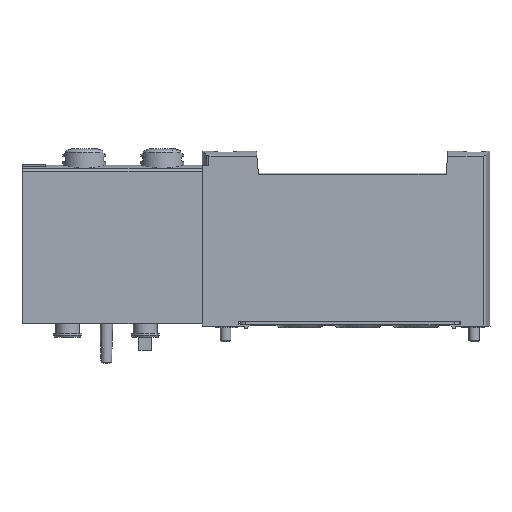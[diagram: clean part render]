
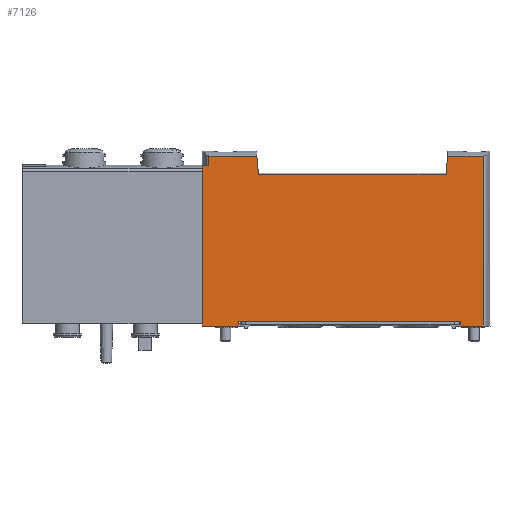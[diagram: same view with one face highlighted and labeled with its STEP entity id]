
A CAD part, top view. The second image highlights one B-rep face of the part: STEP entity #7126.
In plain terms, the highlighted face is planar.
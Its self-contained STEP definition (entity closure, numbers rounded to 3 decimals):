
#105=PLANE('',#7655);
#867=ORIENTED_EDGE('',*,*,#2948,.F.);
#868=ORIENTED_EDGE('',*,*,#2955,.T.);
#869=ORIENTED_EDGE('',*,*,#2956,.T.);
#870=ORIENTED_EDGE('',*,*,#2957,.F.);
#871=ORIENTED_EDGE('',*,*,#2950,.F.);
#872=ORIENTED_EDGE('',*,*,#2958,.T.);
#873=ORIENTED_EDGE('',*,*,#2959,.T.);
#874=ORIENTED_EDGE('',*,*,#2960,.F.);
#875=ORIENTED_EDGE('',*,*,#2961,.T.);
#876=ORIENTED_EDGE('',*,*,#2962,.T.);
#877=ORIENTED_EDGE('',*,*,#2963,.F.);
#878=ORIENTED_EDGE('',*,*,#2964,.F.);
#879=ORIENTED_EDGE('',*,*,#2965,.F.);
#880=ORIENTED_EDGE('',*,*,#2966,.T.);
#881=ORIENTED_EDGE('',*,*,#2967,.F.);
#882=ORIENTED_EDGE('',*,*,#2968,.T.);
#2948=EDGE_CURVE('',#3991,#3988,#4634,.T.);
#2950=EDGE_CURVE('',#3992,#3993,#4635,.T.);
#2955=EDGE_CURVE('',#3991,#3996,#4639,.T.);
#2956=EDGE_CURVE('',#3996,#3997,#4640,.T.);
#2957=EDGE_CURVE('',#3993,#3997,#4641,.T.);
#2958=EDGE_CURVE('',#3992,#3998,#4642,.T.);
#2959=EDGE_CURVE('',#3998,#3999,#4643,.T.);
#2960=EDGE_CURVE('',#4000,#3999,#4644,.T.);
#2961=EDGE_CURVE('',#4000,#4001,#4645,.T.);
#2962=EDGE_CURVE('',#4001,#4002,#4646,.T.);
#2963=EDGE_CURVE('',#4003,#4002,#4647,.T.);
#2964=EDGE_CURVE('',#4004,#4003,#4648,.T.);
#2965=EDGE_CURVE('',#4005,#4004,#4649,.T.);
#2966=EDGE_CURVE('',#4005,#4006,#4650,.T.);
#2967=EDGE_CURVE('',#4007,#4006,#4651,.T.);
#2968=EDGE_CURVE('',#4007,#3988,#4652,.T.);
#3988=VERTEX_POINT('',#10966);
#3991=VERTEX_POINT('',#10973);
#3992=VERTEX_POINT('',#10977);
#3993=VERTEX_POINT('',#10979);
#3996=VERTEX_POINT('',#10988);
#3997=VERTEX_POINT('',#10990);
#3998=VERTEX_POINT('',#10993);
#3999=VERTEX_POINT('',#10995);
#4000=VERTEX_POINT('',#10997);
#4001=VERTEX_POINT('',#10999);
#4002=VERTEX_POINT('',#11001);
#4003=VERTEX_POINT('',#11003);
#4004=VERTEX_POINT('',#11005);
#4005=VERTEX_POINT('',#11007);
#4006=VERTEX_POINT('',#11009);
#4007=VERTEX_POINT('',#11011);
#4634=LINE('',#10974,#5291);
#4635=LINE('',#10978,#5292);
#4639=LINE('',#10987,#5296);
#4640=LINE('',#10989,#5297);
#4641=LINE('',#10991,#5298);
#4642=LINE('',#10992,#5299);
#4643=LINE('',#10994,#5300);
#4644=LINE('',#10996,#5301);
#4645=LINE('',#10998,#5302);
#4646=LINE('',#11000,#5303);
#4647=LINE('',#11002,#5304);
#4648=LINE('',#11004,#5305);
#4649=LINE('',#11006,#5306);
#4650=LINE('',#11008,#5307);
#4651=LINE('',#11010,#5308);
#4652=LINE('',#11012,#5309);
#5291=VECTOR('',#8566,1000.);
#5292=VECTOR('',#8571,1000.);
#5296=VECTOR('',#8579,1000.);
#5297=VECTOR('',#8580,1000.);
#5298=VECTOR('',#8581,1000.);
#5299=VECTOR('',#8582,1000.);
#5300=VECTOR('',#8583,1000.);
#5301=VECTOR('',#8584,1000.);
#5302=VECTOR('',#8585,1000.);
#5303=VECTOR('',#8586,1000.);
#5304=VECTOR('',#8587,1000.);
#5305=VECTOR('',#8588,1000.);
#5306=VECTOR('',#8589,1000.);
#5307=VECTOR('',#8590,1000.);
#5308=VECTOR('',#8591,1000.);
#5309=VECTOR('',#8592,1000.);
#5923=EDGE_LOOP('',(#867,#868,#869,#870,#871,#872,#873,#874,#875,#876,#877,
#878,#879,#880,#881,#882));
#6471=FACE_BOUND('',#5923,.T.);
#7126=ADVANCED_FACE('',(#6471),#105,.F.);
#7655=AXIS2_PLACEMENT_3D('',#10986,#8577,#8578);
#8566=DIRECTION('',(0.,0.996,0.087));
#8571=DIRECTION('',(0.,-0.996,0.087));
#8577=DIRECTION('',(1.,0.,0.));
#8578=DIRECTION('',(0.,0.,-1.));
#8579=DIRECTION('',(0.,-1.,0.));
#8580=DIRECTION('',(0.,0.,-1.));
#8581=DIRECTION('',(0.,-1.,0.));
#8582=DIRECTION('',(0.,0.,-1.));
#8583=DIRECTION('',(0.,-1.,0.));
#8584=DIRECTION('',(0.,0.,1.));
#8585=DIRECTION('',(0.,-1.,0.));
#8586=DIRECTION('',(0.,0.,1.));
#8587=DIRECTION('',(0.,-1.,0.));
#8588=DIRECTION('',(0.,0.,-1.));
#8589=DIRECTION('',(0.,1.,0.));
#8590=DIRECTION('',(0.,0.,1.));
#8591=DIRECTION('',(0.,-1.,0.));
#8592=DIRECTION('',(0.,0.,-1.));
#10966=CARTESIAN_POINT('',(-5.125,32.131,57.183));
#10973=CARTESIAN_POINT('',(-5.125,28.9,56.9));
#10974=CARTESIAN_POINT('',(-5.125,29.066,56.914));
#10977=CARTESIAN_POINT('',(-5.125,32.131,21.117));
#10978=CARTESIAN_POINT('',(-5.125,33.988,20.955));
#10979=CARTESIAN_POINT('',(-5.125,28.9,21.4));
#10986=CARTESIAN_POINT('',(-5.125,33.1,10.8));
#10987=CARTESIAN_POINT('',(-5.125,33.6,56.9));
#10988=CARTESIAN_POINT('',(-5.125,28.6,56.9));
#10989=CARTESIAN_POINT('',(-5.125,28.6,56.9));
#10990=CARTESIAN_POINT('',(-5.125,28.6,21.4));
#10991=CARTESIAN_POINT('',(-5.125,33.6,21.4));
#10992=CARTESIAN_POINT('',(-5.125,32.131,65.8));
#10993=CARTESIAN_POINT('',(-5.125,32.131,12.057));
#10994=CARTESIAN_POINT('',(-5.125,40.4,12.057));
#10995=CARTESIAN_POINT('',(-5.125,30.4,12.057));
#10996=CARTESIAN_POINT('',(-5.125,30.4,8.8));
#10997=CARTESIAN_POINT('',(-5.125,30.4,10.8));
#10998=CARTESIAN_POINT('',(-5.125,33.1,10.8));
#10999=CARTESIAN_POINT('',(-5.125,0.,10.8));
#11000=CARTESIAN_POINT('',(-5.125,0.,10.8));
#11001=CARTESIAN_POINT('',(-5.125,0.,17.7));
#11002=CARTESIAN_POINT('',(-5.125,33.1,17.7));
#11003=CARTESIAN_POINT('',(-5.125,0.8,17.7));
#11004=CARTESIAN_POINT('',(-5.125,0.8,10.8));
#11005=CARTESIAN_POINT('',(-5.125,0.8,59.7));
#11006=CARTESIAN_POINT('',(-5.125,33.1,59.7));
#11007=CARTESIAN_POINT('',(-5.125,0.,59.7));
#11008=CARTESIAN_POINT('',(-5.125,0.,10.8));
#11009=CARTESIAN_POINT('',(-5.125,0.,63.943));
#11010=CARTESIAN_POINT('',(-5.125,33.1,63.943));
#11011=CARTESIAN_POINT('',(-5.125,32.131,63.943));
#11012=CARTESIAN_POINT('',(-5.125,32.131,65.8));
